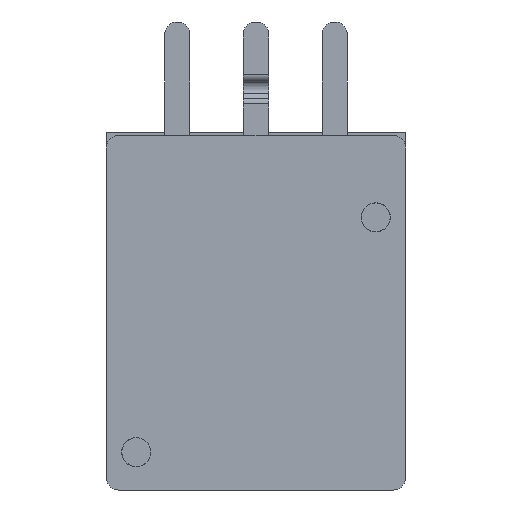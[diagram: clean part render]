
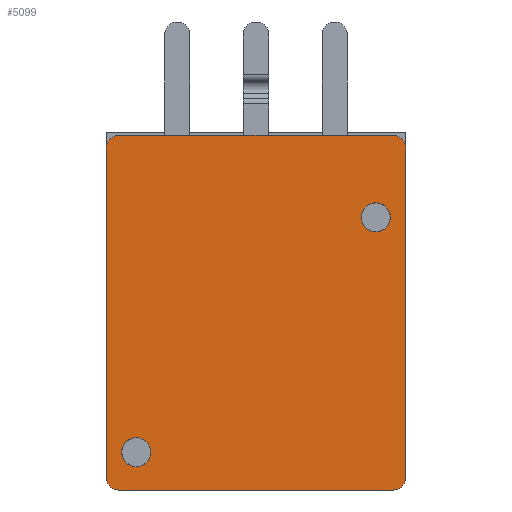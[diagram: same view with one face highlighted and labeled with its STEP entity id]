
A CAD part, front view. The second image highlights one B-rep face of the part: STEP entity #5099.
In plain terms, the highlighted planar face has unit normal (0, -1, 0).
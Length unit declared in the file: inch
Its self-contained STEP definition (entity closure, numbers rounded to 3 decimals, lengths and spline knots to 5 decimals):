
#36 = VERTEX_POINT ( 'NONE', #4560 ) ;
#117 = CARTESIAN_POINT ( 'NONE',  ( 0.17126, 0., -0.1752 ) ) ;
#171 = VERTEX_POINT ( 'NONE', #2157 ) ;
#195 = CIRCLE ( 'NONE', #813, 0.01813 ) ;
#292 = DIRECTION ( 'NONE',  ( 0., -1., 0. ) ) ;
#299 = CIRCLE ( 'NONE', #6189, 0.01813 ) ;
#348 = DIRECTION ( 'NONE',  ( 0., 0., 1. ) ) ;
#392 = AXIS2_PLACEMENT_3D ( 'NONE', #7705, #5888, #5959 ) ;
#413 = ORIENTED_EDGE ( 'NONE', *, *, #6965, .T. ) ;
#445 = ORIENTED_EDGE ( 'NONE', *, *, #7063, .T. ) ;
#546 = CARTESIAN_POINT ( 'NONE',  ( -0.14961, 0., -0.1437 ) ) ;
#559 = VERTEX_POINT ( 'NONE', #4778 ) ;
#567 = EDGE_LOOP ( 'NONE', ( #3943, #5294, #2845 ) ) ;
#585 = CARTESIAN_POINT ( 'NONE',  ( -0.17126, 0., -0.19094 ) ) ;
#597 = VERTEX_POINT ( 'NONE', #4967 ) ;
#640 = CARTESIAN_POINT ( 'NONE',  ( 0., 0., 0. ) ) ;
#653 = CARTESIAN_POINT ( 'NONE',  ( 0.18701, 0., -0.1752 ) ) ;
#692 = CIRCLE ( 'NONE', #5970, 0.01575 ) ;
#768 = CARTESIAN_POINT ( 'NONE',  ( -0.13148, 0., -0.1437 ) ) ;
#813 = AXIS2_PLACEMENT_3D ( 'NONE', #546, #4786, #1745 ) ;
#962 = CARTESIAN_POINT ( 'NONE',  ( -0.14961, 0., -0.1437 ) ) ;
#1028 = EDGE_CURVE ( 'NONE', #1702, #6427, #7066, .T. ) ;
#1036 = VECTOR ( 'NONE', #5203, 39.37008 ) ;
#1095 = AXIS2_PLACEMENT_3D ( 'NONE', #1948, #2605, #3232 ) ;
#1175 = ORIENTED_EDGE ( 'NONE', *, *, #5967, .F. ) ;
#1249 = ORIENTED_EDGE ( 'NONE', *, *, #2943, .F. ) ;
#1295 = DIRECTION ( 'NONE',  ( 0., 0., -1. ) ) ;
#1329 = CARTESIAN_POINT ( 'NONE',  ( 0.14961, 0., 0.13148 ) ) ;
#1454 = ORIENTED_EDGE ( 'NONE', *, *, #5343, .T. ) ;
#1483 = DIRECTION ( 'NONE',  ( -1., 0., 0. ) ) ;
#1702 = VERTEX_POINT ( 'NONE', #2116 ) ;
#1716 = DIRECTION ( 'NONE',  ( 1., 0., 0. ) ) ;
#1742 = CARTESIAN_POINT ( 'NONE',  ( -0.17126, 0., 0.25197 ) ) ;
#1745 = DIRECTION ( 'NONE',  ( 0., 0., 1. ) ) ;
#1770 = DIRECTION ( 'NONE',  ( 0., -1., 0. ) ) ;
#1848 = DIRECTION ( 'NONE',  ( 0., 0., 1. ) ) ;
#1884 = DIRECTION ( 'NONE',  ( 1., 0., 0. ) ) ;
#1948 = CARTESIAN_POINT ( 'NONE',  ( -0.17126, 0., 0.23622 ) ) ;
#2053 = DIRECTION ( 'NONE',  ( 0., 1., 0. ) ) ;
#2116 = CARTESIAN_POINT ( 'NONE',  ( 0.16773, 0., 0.14961 ) ) ;
#2130 = AXIS2_PLACEMENT_3D ( 'NONE', #5448, #1770, #6053 ) ;
#2157 = CARTESIAN_POINT ( 'NONE',  ( -0.16773, 0., -0.1437 ) ) ;
#2173 = DIRECTION ( 'NONE',  ( 0., 1., 0. ) ) ;
#2230 = VECTOR ( 'NONE', #6473, 39.37008 ) ;
#2432 = CIRCLE ( 'NONE', #7451, 0.01575 ) ;
#2605 = DIRECTION ( 'NONE',  ( 0., -1., 0. ) ) ;
#2644 = FACE_BOUND ( 'NONE', #2859, .T. ) ;
#2685 = AXIS2_PLACEMENT_3D ( 'NONE', #3858, #2053, #7526 ) ;
#2845 = ORIENTED_EDGE ( 'NONE', *, *, #4312, .T. ) ;
#2859 = EDGE_LOOP ( 'NONE', ( #3182, #1454, #413 ) ) ;
#2943 = EDGE_CURVE ( 'NONE', #3062, #7297, #7150, .T. ) ;
#2960 = ORIENTED_EDGE ( 'NONE', *, *, #6536, .F. ) ;
#2999 = PLANE ( 'NONE',  #5477 ) ;
#3062 = VERTEX_POINT ( 'NONE', #1742 ) ;
#3063 = CARTESIAN_POINT ( 'NONE',  ( 0.14961, 0., 0.14961 ) ) ;
#3182 = ORIENTED_EDGE ( 'NONE', *, *, #7041, .T. ) ;
#3232 = DIRECTION ( 'NONE',  ( 0., 0., 1. ) ) ;
#3305 = CARTESIAN_POINT ( 'NONE',  ( -0.14961, 0., -0.16183 ) ) ;
#3337 = EDGE_CURVE ( 'NONE', #6691, #1702, #299, .T. ) ;
#3365 = EDGE_CURVE ( 'NONE', #3062, #597, #6249, .T. ) ;
#3368 = CARTESIAN_POINT ( 'NONE',  ( 0.14961, 0., 0.14961 ) ) ;
#3429 = LINE ( 'NONE', #5937, #3523 ) ;
#3430 = CARTESIAN_POINT ( 'NONE',  ( 0.18701, 0., 0.23622 ) ) ;
#3452 = FACE_OUTER_BOUND ( 'NONE', #6665, .T. ) ;
#3455 = ORIENTED_EDGE ( 'NONE', *, *, #3365, .T. ) ;
#3467 = CARTESIAN_POINT ( 'NONE',  ( -0.17126, 0., 0.25197 ) ) ;
#3471 = CIRCLE ( 'NONE', #2685, 0.01813 ) ;
#3523 = VECTOR ( 'NONE', #4728, 39.37008 ) ;
#3692 = EDGE_CURVE ( 'NONE', #36, #5007, #692, .T. ) ;
#3858 = CARTESIAN_POINT ( 'NONE',  ( 0.14961, 0., 0.14961 ) ) ;
#3943 = ORIENTED_EDGE ( 'NONE', *, *, #3337, .T. ) ;
#3949 = CARTESIAN_POINT ( 'NONE',  ( -0.18701, 0., -0.1752 ) ) ;
#4013 = VERTEX_POINT ( 'NONE', #4855 ) ;
#4059 = LINE ( 'NONE', #3430, #2230 ) ;
#4312 = EDGE_CURVE ( 'NONE', #6427, #6691, #3471, .T. ) ;
#4320 = DIRECTION ( 'NONE',  ( 0., -1., 0. ) ) ;
#4451 = CIRCLE ( 'NONE', #392, 0.01813 ) ;
#4521 = ORIENTED_EDGE ( 'NONE', *, *, #7516, .F. ) ;
#4560 = CARTESIAN_POINT ( 'NONE',  ( -0.18701, 0., -0.1752 ) ) ;
#4563 = LINE ( 'NONE', #3949, #1036 ) ;
#4728 = DIRECTION ( 'NONE',  ( -1., 0., 0. ) ) ;
#4778 = CARTESIAN_POINT ( 'NONE',  ( 0.17126, 0., -0.19094 ) ) ;
#4786 = DIRECTION ( 'NONE',  ( 0., 1., 0. ) ) ;
#4855 = CARTESIAN_POINT ( 'NONE',  ( 0.18701, 0., 0.23622 ) ) ;
#4965 = CARTESIAN_POINT ( 'NONE',  ( 0.17126, 0., 0.25197 ) ) ;
#4967 = CARTESIAN_POINT ( 'NONE',  ( -0.18701, 0., 0.23622 ) ) ;
#5007 = VERTEX_POINT ( 'NONE', #585 ) ;
#5022 = DIRECTION ( 'NONE',  ( 0., 1., 0. ) ) ;
#5099 = ADVANCED_FACE ( 'NONE', ( #2644, #5519, #3452 ), #2999, .F. ) ;
#5203 = DIRECTION ( 'NONE',  ( 0., 0., 1. ) ) ;
#5259 = DIRECTION ( 'NONE',  ( 0., 0., 1. ) ) ;
#5294 = ORIENTED_EDGE ( 'NONE', *, *, #1028, .T. ) ;
#5343 = EDGE_CURVE ( 'NONE', #7362, #6567, #6853, .T. ) ;
#5448 = CARTESIAN_POINT ( 'NONE',  ( 0.17126, 0., 0.23622 ) ) ;
#5477 = AXIS2_PLACEMENT_3D ( 'NONE', #640, #6094, #1884 ) ;
#5509 = VECTOR ( 'NONE', #1716, 39.37008 ) ;
#5519 = FACE_BOUND ( 'NONE', #567, .T. ) ;
#5532 = VERTEX_POINT ( 'NONE', #653 ) ;
#5888 = DIRECTION ( 'NONE',  ( 0., 1., 0. ) ) ;
#5937 = CARTESIAN_POINT ( 'NONE',  ( 0.17126, 0., -0.19094 ) ) ;
#5959 = DIRECTION ( 'NONE',  ( 0., 0., 1. ) ) ;
#5967 = EDGE_CURVE ( 'NONE', #4013, #5532, #4059, .T. ) ;
#5970 = AXIS2_PLACEMENT_3D ( 'NONE', #7561, #292, #1483 ) ;
#6053 = DIRECTION ( 'NONE',  ( 1., 0., 0. ) ) ;
#6094 = DIRECTION ( 'NONE',  ( 0., 1., 0. ) ) ;
#6189 = AXIS2_PLACEMENT_3D ( 'NONE', #3063, #5022, #1848 ) ;
#6249 = CIRCLE ( 'NONE', #1095, 0.01575 ) ;
#6427 = VERTEX_POINT ( 'NONE', #1329 ) ;
#6473 = DIRECTION ( 'NONE',  ( 0., 0., -1. ) ) ;
#6474 = AXIS2_PLACEMENT_3D ( 'NONE', #3368, #2173, #348 ) ;
#6536 = EDGE_CURVE ( 'NONE', #36, #597, #4563, .T. ) ;
#6567 = VERTEX_POINT ( 'NONE', #3305 ) ;
#6587 = AXIS2_PLACEMENT_3D ( 'NONE', #962, #7715, #5259 ) ;
#6613 = ORIENTED_EDGE ( 'NONE', *, *, #3692, .T. ) ;
#6665 = EDGE_LOOP ( 'NONE', ( #1249, #3455, #2960, #6613, #4521, #6754, #1175, #445 ) ) ;
#6691 = VERTEX_POINT ( 'NONE', #7811 ) ;
#6754 = ORIENTED_EDGE ( 'NONE', *, *, #7828, .T. ) ;
#6853 = CIRCLE ( 'NONE', #6587, 0.01813 ) ;
#6965 = EDGE_CURVE ( 'NONE', #6567, #171, #4451, .T. ) ;
#7041 = EDGE_CURVE ( 'NONE', #171, #7362, #195, .T. ) ;
#7063 = EDGE_CURVE ( 'NONE', #4013, #7297, #7231, .T. ) ;
#7066 = CIRCLE ( 'NONE', #6474, 0.01813 ) ;
#7150 = LINE ( 'NONE', #3467, #5509 ) ;
#7231 = CIRCLE ( 'NONE', #2130, 0.01575 ) ;
#7297 = VERTEX_POINT ( 'NONE', #4965 ) ;
#7362 = VERTEX_POINT ( 'NONE', #768 ) ;
#7451 = AXIS2_PLACEMENT_3D ( 'NONE', #117, #4320, #1295 ) ;
#7516 = EDGE_CURVE ( 'NONE', #559, #5007, #3429, .T. ) ;
#7526 = DIRECTION ( 'NONE',  ( 0., 0., 1. ) ) ;
#7561 = CARTESIAN_POINT ( 'NONE',  ( -0.17126, 0., -0.1752 ) ) ;
#7705 = CARTESIAN_POINT ( 'NONE',  ( -0.14961, 0., -0.1437 ) ) ;
#7715 = DIRECTION ( 'NONE',  ( 0., 1., 0. ) ) ;
#7811 = CARTESIAN_POINT ( 'NONE',  ( 0.13148, 0., 0.14961 ) ) ;
#7828 = EDGE_CURVE ( 'NONE', #559, #5532, #2432, .T. ) ;
